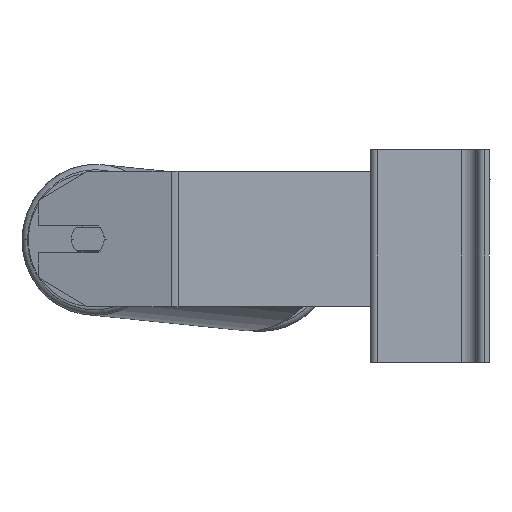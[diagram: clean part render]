
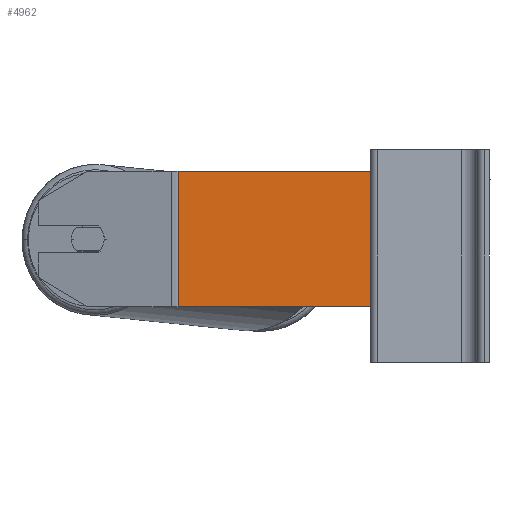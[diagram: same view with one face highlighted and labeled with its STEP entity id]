
A CAD part, left-side view. The second image highlights one B-rep face of the part: STEP entity #4962.
In plain terms, the highlighted planar face has unit normal (-1, 0, 0).
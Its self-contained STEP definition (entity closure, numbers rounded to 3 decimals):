
#338 = ORIENTED_EDGE ( 'NONE', *, *, #2746, .T. ) ;
#664 = CARTESIAN_POINT ( 'NONE',  ( -588., 131.047, -30. ) ) ;
#968 = DIRECTION ( 'NONE',  ( 0., 0., -1. ) ) ;
#1495 = AXIS2_PLACEMENT_3D ( 'NONE', #1775, #2573, #3369 ) ;
#1762 = CARTESIAN_POINT ( 'NONE',  ( -588., 18., 50. ) ) ;
#1775 = CARTESIAN_POINT ( 'NONE',  ( -588., 133.153, 50. ) ) ;
#2083 = CARTESIAN_POINT ( 'NONE',  ( -588., 131.047, 50. ) ) ;
#2416 = VECTOR ( 'NONE', #968, 1000. ) ;
#2573 = DIRECTION ( 'NONE',  ( 1., 0., 0. ) ) ;
#2605 = EDGE_CURVE ( 'NONE', #6539, #5142, #6582, .T. ) ;
#2669 = CARTESIAN_POINT ( 'NONE',  ( -588., 18., -30. ) ) ;
#2746 = EDGE_CURVE ( 'NONE', #6286, #4204, #9367, .T. ) ;
#3263 = VECTOR ( 'NONE', #5312, 1000. ) ;
#3305 = LINE ( 'NONE', #8074, #8785 ) ;
#3348 = EDGE_CURVE ( 'NONE', #4204, #5142, #3305, .T. ) ;
#3369 = DIRECTION ( 'NONE',  ( 0., 1., 0. ) ) ;
#4178 = DIRECTION ( 'NONE',  ( 0., -1., 0. ) ) ;
#4204 = VERTEX_POINT ( 'NONE', #664 ) ;
#4604 = VECTOR ( 'NONE', #9223, 1000. ) ;
#4962 = ADVANCED_FACE ( 'NONE', ( #6502 ), #9704, .F. ) ;
#5036 = CARTESIAN_POINT ( 'NONE',  ( -588., 18., 50. ) ) ;
#5142 = VERTEX_POINT ( 'NONE', #2669 ) ;
#5152 = CARTESIAN_POINT ( 'NONE',  ( -588., 133.153, 50. ) ) ;
#5312 = DIRECTION ( 'NONE',  ( 0., 0., -1. ) ) ;
#5457 = ORIENTED_EDGE ( 'NONE', *, *, #9492, .F. ) ;
#6286 = VERTEX_POINT ( 'NONE', #9304 ) ;
#6411 = ORIENTED_EDGE ( 'NONE', *, *, #3348, .T. ) ;
#6502 = FACE_OUTER_BOUND ( 'NONE', #9314, .T. ) ;
#6539 = VERTEX_POINT ( 'NONE', #5036 ) ;
#6582 = LINE ( 'NONE', #1762, #2416 ) ;
#8074 = CARTESIAN_POINT ( 'NONE',  ( -588., 133.153, -30. ) ) ;
#8785 = VECTOR ( 'NONE', #4178, 1000. ) ;
#9223 = DIRECTION ( 'NONE',  ( 0., -1., 0. ) ) ;
#9246 = ORIENTED_EDGE ( 'NONE', *, *, #2605, .F. ) ;
#9304 = CARTESIAN_POINT ( 'NONE',  ( -588., 131.047, 50. ) ) ;
#9314 = EDGE_LOOP ( 'NONE', ( #6411, #9246, #5457, #338 ) ) ;
#9367 = LINE ( 'NONE', #2083, #3263 ) ;
#9492 = EDGE_CURVE ( 'NONE', #6286, #6539, #10107, .T. ) ;
#9704 = PLANE ( 'NONE',  #1495 ) ;
#10107 = LINE ( 'NONE', #5152, #4604 ) ;
